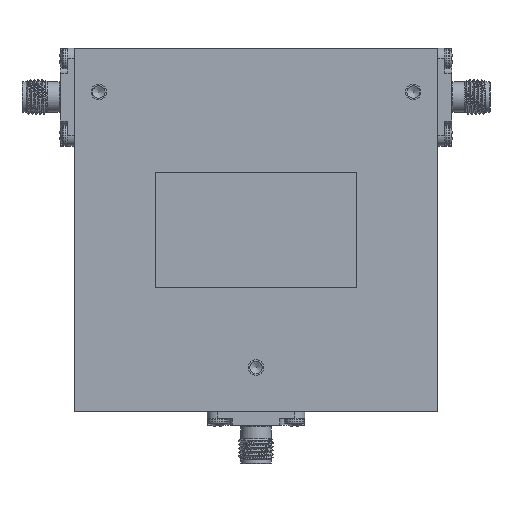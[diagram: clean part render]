
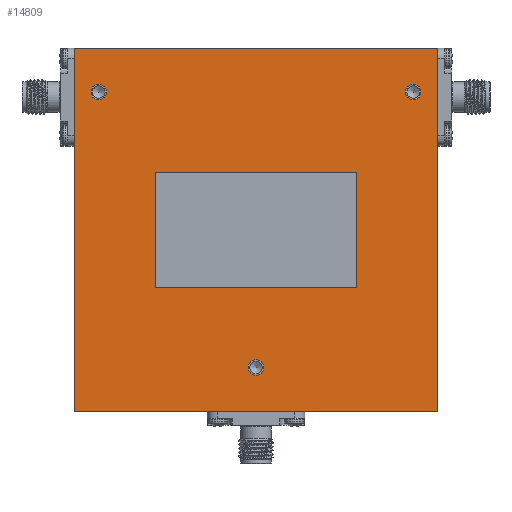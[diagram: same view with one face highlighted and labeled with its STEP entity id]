
A CAD part, top view. The second image highlights one B-rep face of the part: STEP entity #14809.
In plain terms, the highlighted planar face has unit normal (0, 0, 1).
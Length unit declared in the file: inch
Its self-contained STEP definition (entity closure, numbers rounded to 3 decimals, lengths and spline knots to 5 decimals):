
#565 = VERTEX_POINT ( 'NONE', #5838 ) ;
#909 = DIRECTION ( 'NONE',  ( 1., 0., 0. ) ) ;
#1233 = DIRECTION ( 'NONE',  ( -1., 0., 0. ) ) ;
#1359 = ORIENTED_EDGE ( 'NONE', *, *, #4275, .T. ) ;
#1372 = EDGE_CURVE ( 'NONE', #5521, #565, #1396, .T. ) ;
#1396 = LINE ( 'NONE', #18832, #4623 ) ;
#1497 = CARTESIAN_POINT ( 'NONE',  ( 0.72245, -0.41316, 0.375 ) ) ;
#2028 = VERTEX_POINT ( 'NONE', #16515 ) ;
#2104 = VECTOR ( 'NONE', #909, 39.37008 ) ;
#2394 = CARTESIAN_POINT ( 'NONE',  ( 0.72245, 0.41316, 0.375 ) ) ;
#2829 = CARTESIAN_POINT ( 'NONE',  ( 1.125, 0.986, 0.375 ) ) ;
#2901 = VERTEX_POINT ( 'NONE', #9833 ) ;
#2956 = DIRECTION ( 'NONE',  ( 0., 0., 1. ) ) ;
#3048 = AXIS2_PLACEMENT_3D ( 'NONE', #10451, #6546, #22191 ) ;
#3095 = VERTEX_POINT ( 'NONE', #3225 ) ;
#3125 = VERTEX_POINT ( 'NONE', #8326 ) ;
#3178 = EDGE_LOOP ( 'NONE', ( #14927 ) ) ;
#3219 = ORIENTED_EDGE ( 'NONE', *, *, #20069, .F. ) ;
#3225 = CARTESIAN_POINT ( 'NONE',  ( -1.069, 0.986, 0.375 ) ) ;
#3303 = EDGE_CURVE ( 'NONE', #2901, #17570, #5507, .T. ) ;
#3343 = CARTESIAN_POINT ( 'NONE',  ( -0.72245, 0.41316, 0.375 ) ) ;
#3652 = FACE_BOUND ( 'NONE', #3178, .T. ) ;
#4023 = VECTOR ( 'NONE', #23441, 39.37008 ) ;
#4275 = EDGE_CURVE ( 'NONE', #565, #2901, #23683, .T. ) ;
#4623 = VECTOR ( 'NONE', #20745, 39.37008 ) ;
#4846 = DIRECTION ( 'NONE',  ( 1., 0., 0. ) ) ;
#4859 = VERTEX_POINT ( 'NONE', #10412 ) ;
#5029 = FACE_BOUND ( 'NONE', #22099, .T. ) ;
#5358 = AXIS2_PLACEMENT_3D ( 'NONE', #2829, #23786, #12661 ) ;
#5507 = LINE ( 'NONE', #13212, #8020 ) ;
#5521 = VERTEX_POINT ( 'NONE', #19136 ) ;
#5728 = VERTEX_POINT ( 'NONE', #7257 ) ;
#5838 = CARTESIAN_POINT ( 'NONE',  ( 1.3, 1.3, 0.375 ) ) ;
#5884 = DIRECTION ( 'NONE',  ( 0., -1., 0. ) ) ;
#6165 = CIRCLE ( 'NONE', #5358, 0.056 ) ;
#6268 = CARTESIAN_POINT ( 'NONE',  ( -1.3, 1.3, 0.375 ) ) ;
#6546 = DIRECTION ( 'NONE',  ( 0., 0., 1. ) ) ;
#6852 = ORIENTED_EDGE ( 'NONE', *, *, #13268, .F. ) ;
#7257 = CARTESIAN_POINT ( 'NONE',  ( 1.181, 0.986, 0.375 ) ) ;
#7651 = CARTESIAN_POINT ( 'NONE',  ( -0.72245, -0.41316, 0.375 ) ) ;
#8020 = VECTOR ( 'NONE', #5884, 39.37008 ) ;
#8326 = CARTESIAN_POINT ( 'NONE',  ( -0.72245, 0.41316, 0.375 ) ) ;
#9159 = DIRECTION ( 'NONE',  ( -1., 0., 0. ) ) ;
#9223 = DIRECTION ( 'NONE',  ( 0., 1., 0. ) ) ;
#9431 = VECTOR ( 'NONE', #15358, 39.37008 ) ;
#9748 = EDGE_LOOP ( 'NONE', ( #18842, #1359, #10818, #21876 ) ) ;
#9833 = CARTESIAN_POINT ( 'NONE',  ( -1.3, 1.3, 0.375 ) ) ;
#9864 = EDGE_CURVE ( 'NONE', #17570, #5521, #10724, .T. ) ;
#10412 = CARTESIAN_POINT ( 'NONE',  ( 0.056, -0.986, 0.375 ) ) ;
#10451 = CARTESIAN_POINT ( 'NONE',  ( -1.125, 0.986, 0.375 ) ) ;
#10724 = LINE ( 'NONE', #16178, #16148 ) ;
#10818 = ORIENTED_EDGE ( 'NONE', *, *, #3303, .T. ) ;
#10840 = CARTESIAN_POINT ( 'NONE',  ( 0., 0., 0.375 ) ) ;
#11224 = ORIENTED_EDGE ( 'NONE', *, *, #20981, .F. ) ;
#11332 = EDGE_CURVE ( 'NONE', #3095, #3095, #16753, .T. ) ;
#12661 = DIRECTION ( 'NONE',  ( 1., 0., 0. ) ) ;
#12946 = LINE ( 'NONE', #7651, #9431 ) ;
#13212 = CARTESIAN_POINT ( 'NONE',  ( -1.3, -1.3, 0.375 ) ) ;
#13268 = EDGE_CURVE ( 'NONE', #2028, #13482, #14897, .T. ) ;
#13482 = VERTEX_POINT ( 'NONE', #2394 ) ;
#14001 = EDGE_CURVE ( 'NONE', #4859, #4859, #23159, .T. ) ;
#14396 = VECTOR ( 'NONE', #9223, 39.37008 ) ;
#14610 = ORIENTED_EDGE ( 'NONE', *, *, #18690, .F. ) ;
#14807 = CARTESIAN_POINT ( 'NONE',  ( -0.72245, -0.41316, 0.375 ) ) ;
#14809 = ADVANCED_FACE ( 'NONE', ( #18796, #3652, #18925, #5029, #20452 ), #16912, .F. ) ;
#14897 = LINE ( 'NONE', #1497, #14396 ) ;
#14927 = ORIENTED_EDGE ( 'NONE', *, *, #14001, .F. ) ;
#14972 = CARTESIAN_POINT ( 'NONE',  ( -0.72245, -0.41316, 0.375 ) ) ;
#15358 = DIRECTION ( 'NONE',  ( 0., -1., 0. ) ) ;
#16148 = VECTOR ( 'NONE', #22335, 39.37008 ) ;
#16178 = CARTESIAN_POINT ( 'NONE',  ( -1.3, -1.3, 0.375 ) ) ;
#16515 = CARTESIAN_POINT ( 'NONE',  ( 0.72245, -0.41316, 0.375 ) ) ;
#16716 = CARTESIAN_POINT ( 'NONE',  ( 0., -0.986, 0.375 ) ) ;
#16753 = CIRCLE ( 'NONE', #3048, 0.056 ) ;
#16912 = PLANE ( 'NONE',  #18753 ) ;
#16935 = EDGE_CURVE ( 'NONE', #13482, #3125, #20779, .T. ) ;
#17570 = VERTEX_POINT ( 'NONE', #18899 ) ;
#18690 = EDGE_CURVE ( 'NONE', #19825, #2028, #22126, .T. ) ;
#18753 = AXIS2_PLACEMENT_3D ( 'NONE', #10840, #20956, #1233 ) ;
#18796 = FACE_OUTER_BOUND ( 'NONE', #9748, .T. ) ;
#18832 = CARTESIAN_POINT ( 'NONE',  ( 1.3, -1.3, 0.375 ) ) ;
#18842 = ORIENTED_EDGE ( 'NONE', *, *, #1372, .T. ) ;
#18899 = CARTESIAN_POINT ( 'NONE',  ( -1.3, -1.3, 0.375 ) ) ;
#18925 = FACE_BOUND ( 'NONE', #23062, .T. ) ;
#19136 = CARTESIAN_POINT ( 'NONE',  ( 1.3, -1.3, 0.375 ) ) ;
#19825 = VERTEX_POINT ( 'NONE', #14972 ) ;
#20069 = EDGE_CURVE ( 'NONE', #5728, #5728, #6165, .T. ) ;
#20452 = FACE_BOUND ( 'NONE', #21699, .T. ) ;
#20745 = DIRECTION ( 'NONE',  ( 0., 1., 0. ) ) ;
#20779 = LINE ( 'NONE', #3343, #24355 ) ;
#20956 = DIRECTION ( 'NONE',  ( 0., 0., -1. ) ) ;
#20981 = EDGE_CURVE ( 'NONE', #3125, #19825, #12946, .T. ) ;
#21699 = EDGE_LOOP ( 'NONE', ( #6852, #14610, #11224, #23406 ) ) ;
#21876 = ORIENTED_EDGE ( 'NONE', *, *, #9864, .T. ) ;
#22099 = EDGE_LOOP ( 'NONE', ( #22513 ) ) ;
#22126 = LINE ( 'NONE', #14807, #2104 ) ;
#22191 = DIRECTION ( 'NONE',  ( 1., 0., 0. ) ) ;
#22335 = DIRECTION ( 'NONE',  ( 1., 0., 0. ) ) ;
#22513 = ORIENTED_EDGE ( 'NONE', *, *, #11332, .F. ) ;
#23062 = EDGE_LOOP ( 'NONE', ( #3219 ) ) ;
#23159 = CIRCLE ( 'NONE', #24396, 0.056 ) ;
#23406 = ORIENTED_EDGE ( 'NONE', *, *, #16935, .F. ) ;
#23441 = DIRECTION ( 'NONE',  ( -1., 0., 0. ) ) ;
#23683 = LINE ( 'NONE', #6268, #4023 ) ;
#23786 = DIRECTION ( 'NONE',  ( 0., 0., 1. ) ) ;
#24355 = VECTOR ( 'NONE', #9159, 39.37008 ) ;
#24396 = AXIS2_PLACEMENT_3D ( 'NONE', #16716, #2956, #4846 ) ;
